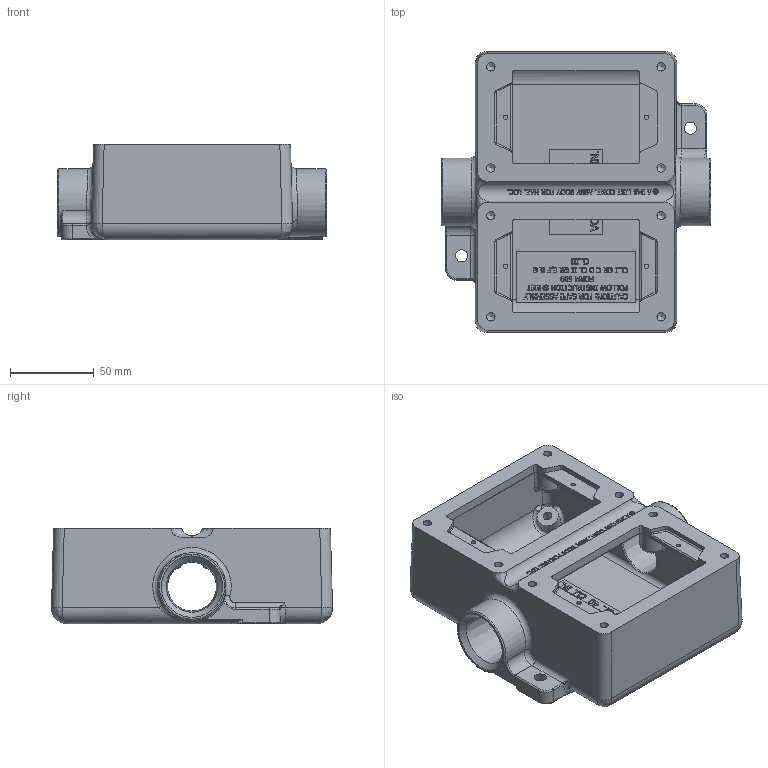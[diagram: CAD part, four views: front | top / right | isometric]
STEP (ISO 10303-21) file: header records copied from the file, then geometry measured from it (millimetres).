
FILE_DESCRIPTION(/* description */ ('SWB-12 ELECTROLET'),/* implementation_level */ '2;1');
FILE_NAME(/* name */ 'KIL_SWB-12.stp',/* time_stamp */ '2017-04-26T09:59:20+05:00',/* author */ ('ypadmaraja'),/* organization */ (''),/* preprocessor_version */ 'ST-DEVELOPER v16.1',/* originating_system */ 'Autodesk Inventor 2016',/* authorisation */ '');
FILE_SCHEMA (('AUTOMOTIVE_DESIGN { 1 0 10303 214 3 1 1 }'));
Products named in the file (1): SWB-12
Bounding box: 160.68 x 167.66 x 57.15 mm (x, y, z)
Volume: 392318.9 mm3; surface area: 123966.5 mm2
Topology: 1 solids, 1 shells, 2478 faces, 6628 edges, 4322 vertices
Faces by surface type: plane 1263, bspline 953, cylinder 193, torus 35, cone 18, sphere 16
Full cylindrical faces by diameter (mm): 0.295 x1, 0.352 x1, 2.588 x1, 2.642 x4, 3.175 x1, 4.978 x10, 40.488 x2
Entity records: 87486 total; most frequent: CARTESIAN_POINT 31772, ORIENTED_EDGE 13098, DIRECTION 8501, EDGE_CURVE 6549, VERTEX_POINT 4304, LINE 3983, VECTOR 3983, EDGE_LOOP 2727
